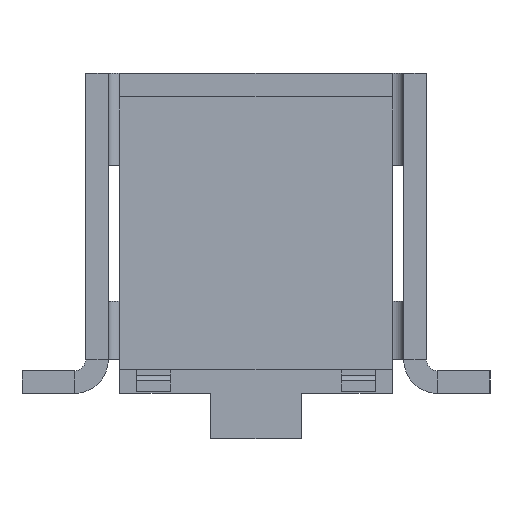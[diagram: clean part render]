
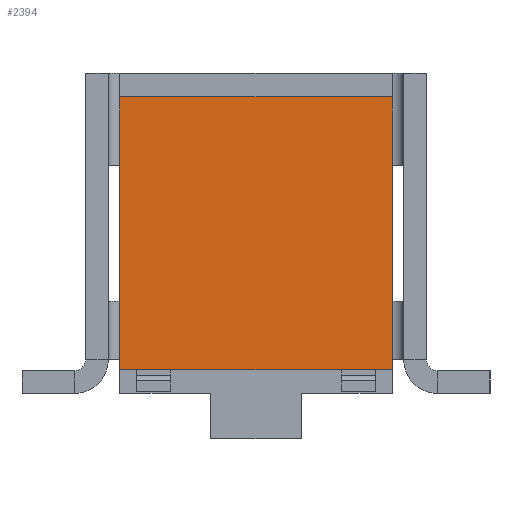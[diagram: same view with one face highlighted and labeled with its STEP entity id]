
A CAD part, front view. The second image highlights one B-rep face of the part: STEP entity #2394.
In plain terms, the highlighted planar face has unit normal (0, -1, 0).
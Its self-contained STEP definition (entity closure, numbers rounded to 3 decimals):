
#74=PLANE('',#2593);
#186=FACE_OUTER_BOUND('',#322,.T.);
#322=EDGE_LOOP('',(#1856,#1857,#1858,#1859));
#504=LINE('',#3658,#766);
#513=LINE('',#3840,#775);
#517=LINE('',#3847,#779);
#518=LINE('',#3849,#780);
#766=VECTOR('',#2923,10.);
#775=VECTOR('',#3010,10.);
#779=VECTOR('',#3016,10.);
#780=VECTOR('',#3019,10.);
#1111=VERTEX_POINT('',#3655);
#1112=VERTEX_POINT('',#3657);
#1138=VERTEX_POINT('',#3839);
#1140=VERTEX_POINT('',#3845);
#1367=EDGE_CURVE('',#1112,#1111,#504,.T.);
#1404=EDGE_CURVE('',#1138,#1112,#513,.T.);
#1408=EDGE_CURVE('',#1111,#1140,#517,.T.);
#1409=EDGE_CURVE('',#1140,#1138,#518,.T.);
#1856=ORIENTED_EDGE('',*,*,#1408,.T.);
#1857=ORIENTED_EDGE('',*,*,#1409,.T.);
#1858=ORIENTED_EDGE('',*,*,#1404,.T.);
#1859=ORIENTED_EDGE('',*,*,#1367,.T.);
#2394=ADVANCED_FACE('',(#186),#74,.T.);
#2593=AXIS2_PLACEMENT_3D('',#3848,#3017,#3018);
#2923=DIRECTION('',(0.,0.,-1.));
#3010=DIRECTION('',(-1.,0.,0.));
#3016=DIRECTION('',(1.,0.,0.));
#3017=DIRECTION('center_axis',(0.,-1.,0.));
#3018=DIRECTION('ref_axis',(1.,0.,0.));
#3019=DIRECTION('',(0.,0.,1.));
#3655=CARTESIAN_POINT('',(-3.,0.618,0.675));
#3657=CARTESIAN_POINT('',(-3.,0.618,6.675));
#3658=CARTESIAN_POINT('',(-3.,0.618,0.675));
#3839=CARTESIAN_POINT('',(3.,0.618,6.675));
#3840=CARTESIAN_POINT('',(-3.,0.618,6.675));
#3845=CARTESIAN_POINT('',(3.,0.618,0.675));
#3847=CARTESIAN_POINT('',(3.,0.618,0.675));
#3848=CARTESIAN_POINT('Origin',(0.,0.618,
3.675));
#3849=CARTESIAN_POINT('',(3.,0.618,6.675));
